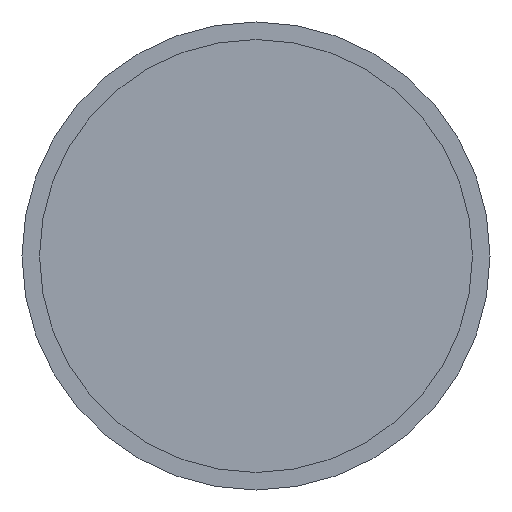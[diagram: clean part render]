
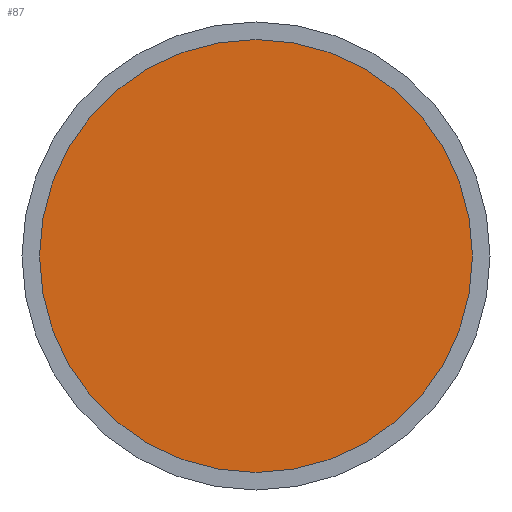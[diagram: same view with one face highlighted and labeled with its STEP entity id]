
A CAD part, front view. The second image highlights one B-rep face of the part: STEP entity #87.
In plain terms, the highlighted planar face has unit normal (0, -1, 0).
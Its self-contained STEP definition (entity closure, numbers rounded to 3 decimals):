
#87 = ADVANCED_FACE( '', ( #181 ), #182, .F. );
#181 = FACE_OUTER_BOUND( '', #304, .T. );
#182 = PLANE( '', #305 );
#304 = EDGE_LOOP( '', ( #454 ) );
#305 = AXIS2_PLACEMENT_3D( '', #455, #456, #457 );
#454 = ORIENTED_EDGE( '', *, *, #511, .T. );
#455 = CARTESIAN_POINT( '', ( 46.25, -3., 0. ) );
#456 = DIRECTION( '', ( 0., 1., 0. ) );
#457 = DIRECTION( '', ( 0., 0., 1. ) );
#511 = EDGE_CURVE( '', #587, #587, #588, .T. );
#587 = VERTEX_POINT( '', #680 );
#588 = CIRCLE( '', #681, 46.25 );
#680 = CARTESIAN_POINT( '', ( 0., -3., -46.25 ) );
#681 = AXIS2_PLACEMENT_3D( '', #760, #761, #762 );
#760 = CARTESIAN_POINT( '', ( 0., -3., 0. ) );
#761 = DIRECTION( '', ( 0., -1., 0. ) );
#762 = DIRECTION( '', ( 0., 0., -1. ) );
